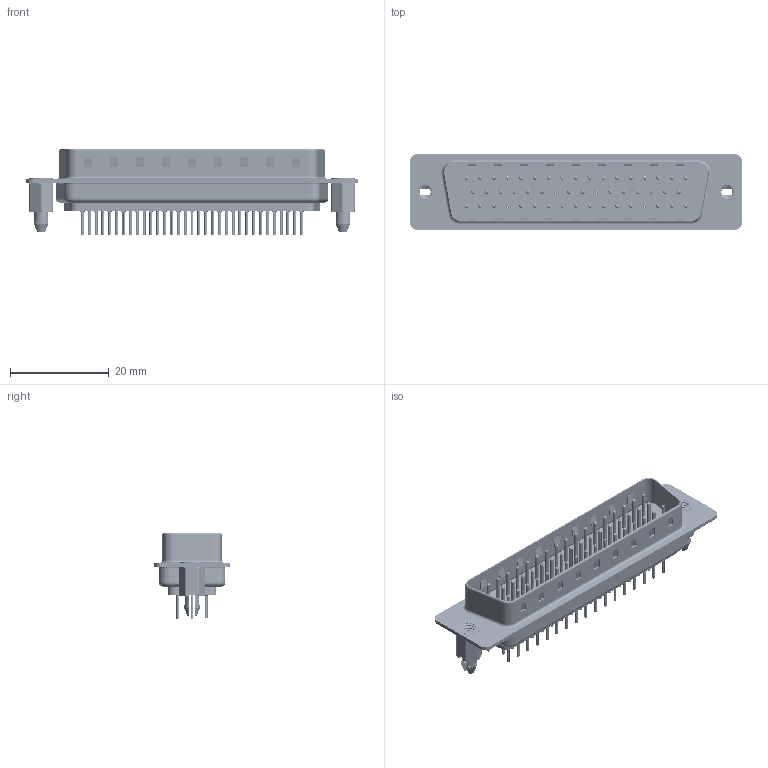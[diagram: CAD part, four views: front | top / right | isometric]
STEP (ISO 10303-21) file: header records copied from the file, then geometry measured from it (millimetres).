
FILE_DESCRIPTION (( 'STEP AP203' ), '1' );
FILE_NAME ('MHDD-50MNS-E1.STEP', '2025-11-12T20:57:48', ( '' ), ( '' ), 'SwSTEP 2.0', 'SolidWorks 2023', '' );
FILE_SCHEMA (( 'CONFIG_CONTROL_DESIGN' ));
Length unit declared in the file: millimetre
Products named in the file (8): MHDD Shell Rear_50 Contacts; MHDD 4-40 Threaded Boardlock_LP; MHDD Contact Row 1_20L; MHDD Contact Row 2_20L; MHDD Contact Row 3_20L; MHDD Shell Front_50 Contacts; MHDD-50MNS-E1; MHDD Housing_50 LP
Assembly tree (55 placements, depth 2):
  MHDD-50MNS-E1
    MHDD Housing_50 LP
    MHDD Shell Front_50 Contacts
    MHDD Shell Rear_50 Contacts
    MHDD Contact Row 1_20L  x17
    MHDD Contact Row 2_20L  x16
    MHDD Contact Row 3_20L  x17
    MHDD 4-40 Threaded Boardlock_LP  x2
Bounding box: 67.1 x 15.4 x 17.42 mm (x, y, z)
Volume: 4505.1 mm3; surface area: 12822.3 mm2
Topology: 55 solids, 55 shells, 5386 faces, 14141 edges, 8774 vertices
Faces by surface type: cylinder 2023, plane 1435, torus 1406, cone 516, bspline 6
Entity records: 37122 total; most frequent: CARTESIAN_POINT 7868, DIRECTION 6081, ORIENTED_EDGE 5396, EDGE_CURVE 2698, AXIS2_PLACEMENT_3D 2429, VERTEX_POINT 1734, EDGE_LOOP 1344, CIRCLE 1288
